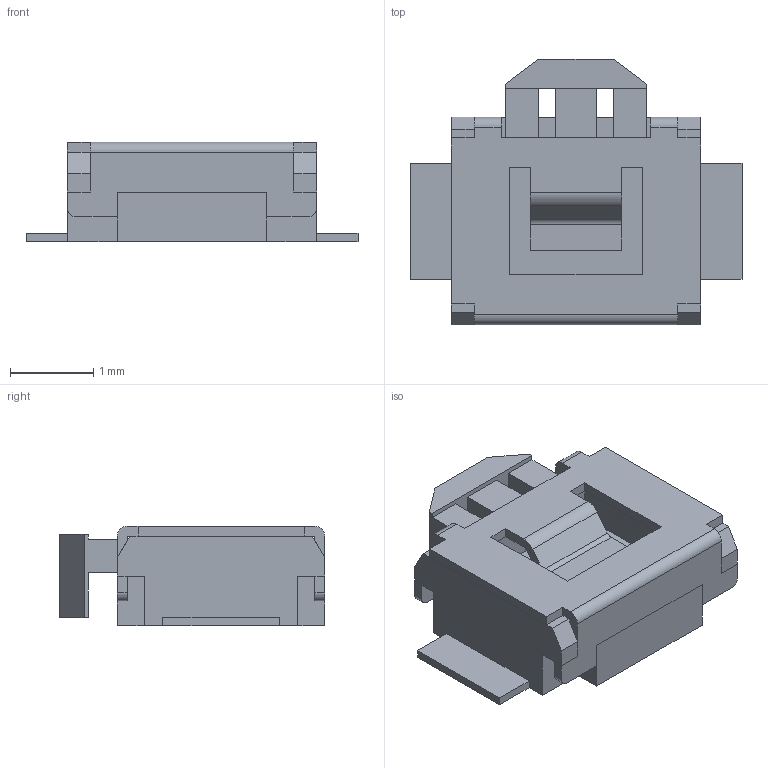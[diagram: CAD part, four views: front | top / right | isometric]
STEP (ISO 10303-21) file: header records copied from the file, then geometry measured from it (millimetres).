
FILE_DESCRIPTION(/* description */ ('model of SW_SPST_B3U-3000P'),/* implementation_level */ '2;1');
FILE_NAME(/* name */ 'SW_SPST_B3U-3000P.step',/* time_stamp */ '1970-01-01T00:00:00',/* author */ ('KiCAD','kicad'),/* organization */ ('OCCT'),/* preprocessor_version */ '',/* originating_system */ 'KiCAD',/* authorisation */ '');
FILE_SCHEMA(('AUTOMOTIVE_DESIGN { 1 0 10303 214 1 1 1 1 }'));
Length unit declared in the file: millimetre
Products named in the file (1): SW_SPST_B3U-3000P
Bounding box: 4 x 3.2 x 1.2 mm (x, y, z)
Volume: 8 mm3; surface area: 49.5 mm2
Topology: 1 solids, 1 shells, 120 faces, 357 edges, 226 vertices
Faces by surface type: plane 109, cylinder 11
Entity records: 2591 total; most frequent: ORIENTED_EDGE 559, EDGE_CURVE 357, CARTESIAN_POINT 300, LINE 282, VERTEX_POINT 226, AXIS2_PLACEMENT_3D 129, FACE_BOUND 125, EDGE_LOOP 125
